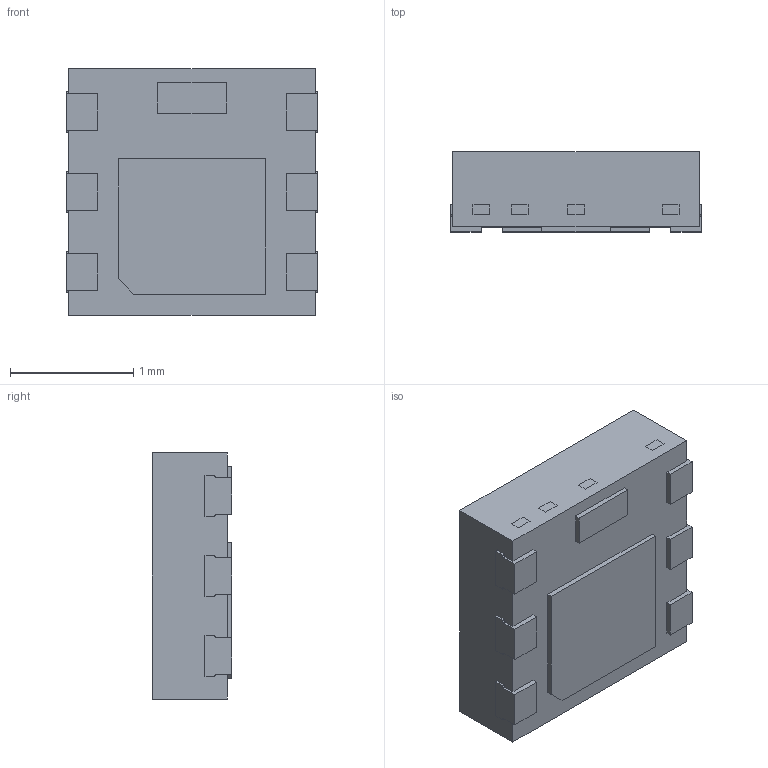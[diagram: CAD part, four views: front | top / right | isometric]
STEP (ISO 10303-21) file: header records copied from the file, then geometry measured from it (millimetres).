
FILE_DESCRIPTION (( 'STEP AP214' ), '1' );
FILE_NAME ('SOT1220.STEP', '2020-09-18T17:12:58', ( '' ), ( '' ), 'SwSTEP 2.0', 'SolidWorks 2017', '' );
FILE_SCHEMA (( 'AUTOMOTIVE_DESIGN' ));
Length unit declared in the file: millimetre
Products named in the file (1): SOT1220
Bounding box: 2.04 x 0.65 x 2 mm (x, y, z)
Volume: 2.5 mm3; surface area: 25 mm2
Topology: 13 solids, 13 shells, 203 faces, 531 edges, 354 vertices
Faces by surface type: plane 179, cylinder 24
Entity records: 6311 total; most frequent: CARTESIAN_POINT 1089, ORIENTED_EDGE 1062, DIRECTION 987, EDGE_CURVE 531, VECTOR 483, LINE 483, VERTEX_POINT 354, AXIS2_PLACEMENT_3D 252
